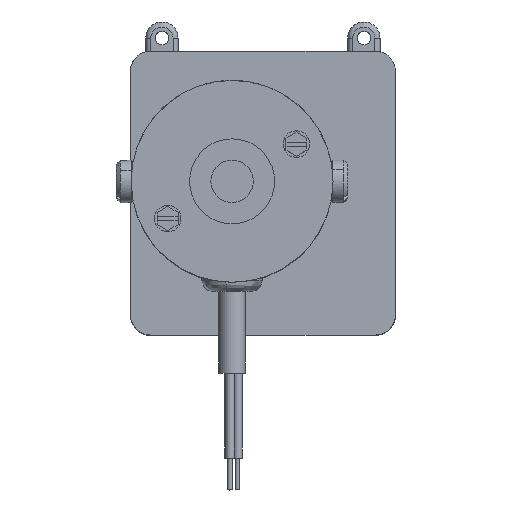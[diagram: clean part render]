
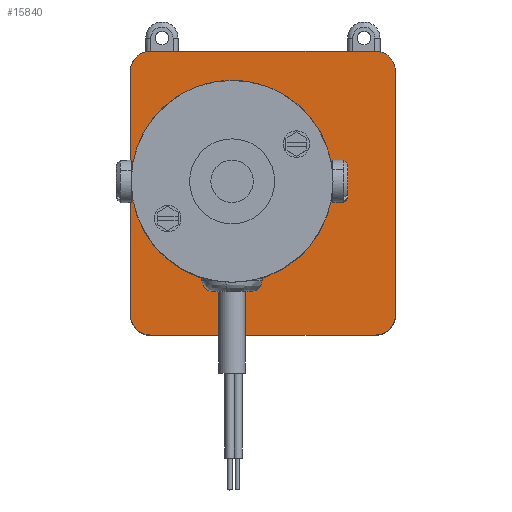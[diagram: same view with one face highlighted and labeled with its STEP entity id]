
A CAD part, top view. The second image highlights one B-rep face of the part: STEP entity #15840.
In plain terms, the highlighted planar face has unit normal (0, 0, 1).
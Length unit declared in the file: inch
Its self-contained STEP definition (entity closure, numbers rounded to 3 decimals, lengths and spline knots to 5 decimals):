
#192 = CARTESIAN_POINT ( 'NONE',  ( -1.197, 0., 0.9155 ) ) ;
#1217 = CARTESIAN_POINT ( 'NONE',  ( 0., 0., 0.9155 ) ) ;
#1792 = DIRECTION ( 'NONE',  ( 0., 0., -1. ) ) ;
#2877 = CARTESIAN_POINT ( 'NONE',  ( 1.923, 1.299, 0.9155 ) ) ;
#4160 = EDGE_CURVE ( 'NONE', #27787, #12271, #12053, .T. ) ;
#4267 = CARTESIAN_POINT ( 'NONE',  ( -0.957, 1.299, 0.9155 ) ) ;
#4292 = VERTEX_POINT ( 'NONE', #26982 ) ;
#4682 = DIRECTION ( 'NONE',  ( 0., 0., 1. ) ) ;
#4818 = CARTESIAN_POINT ( 'NONE',  ( -1.197, -1.561, 0.9155 ) ) ;
#5273 = DIRECTION ( 'NONE',  ( 0., 0., 1. ) ) ;
#5278 = CIRCLE ( 'NONE', #5933, 0.24 ) ;
#5378 = EDGE_CURVE ( 'NONE', #20770, #6040, #15191, .T. ) ;
#5461 = CARTESIAN_POINT ( 'NONE',  ( 0., 1.539, 0.9155 ) ) ;
#5933 = AXIS2_PLACEMENT_3D ( 'NONE', #4267, #38220, #31898 ) ;
#6040 = VERTEX_POINT ( 'NONE', #37201 ) ;
#6266 = EDGE_CURVE ( 'NONE', #12271, #27787, #17977, .T. ) ;
#7247 = EDGE_CURVE ( 'NONE', #13582, #20770, #27025, .T. ) ;
#7438 = ORIENTED_EDGE ( 'NONE', *, *, #33371, .T. ) ;
#8827 = EDGE_CURVE ( 'NONE', #27528, #22103, #28432, .T. ) ;
#9114 = EDGE_CURVE ( 'NONE', #22103, #34466, #30976, .T. ) ;
#9459 = VECTOR ( 'NONE', #27452, 39.37008 ) ;
#9578 = VECTOR ( 'NONE', #12585, 39.37008 ) ;
#10561 = FACE_BOUND ( 'NONE', #21367, .T. ) ;
#11132 = DIRECTION ( 'NONE',  ( -1., 0., 0. ) ) ;
#12053 = CIRCLE ( 'NONE', #34757, 1.1875 ) ;
#12271 = VERTEX_POINT ( 'NONE', #17190 ) ;
#12585 = DIRECTION ( 'NONE',  ( 0., -1., 0. ) ) ;
#12696 = ORIENTED_EDGE ( 'NONE', *, *, #6266, .T. ) ;
#13130 = CARTESIAN_POINT ( 'NONE',  ( 0., 0., 0.9155 ) ) ;
#13582 = VERTEX_POINT ( 'NONE', #2877 ) ;
#14408 = CARTESIAN_POINT ( 'NONE',  ( -0.957, -1.561, 0.9155 ) ) ;
#15068 = CARTESIAN_POINT ( 'NONE',  ( 0., -1.801, 0.9155 ) ) ;
#15191 = LINE ( 'NONE', #5461, #34814 ) ;
#15840 = ADVANCED_FACE ( 'NONE', ( #23584, #10561 ), #22984, .T. ) ;
#16624 = AXIS2_PLACEMENT_3D ( 'NONE', #20350, #4682, #35981 ) ;
#16789 = ORIENTED_EDGE ( 'NONE', *, *, #25866, .T. ) ;
#16905 = CARTESIAN_POINT ( 'NONE',  ( 1.683, 1.539, 0.9155 ) ) ;
#17079 = DIRECTION ( 'NONE',  ( -1., 0., 0. ) ) ;
#17159 = ORIENTED_EDGE ( 'NONE', *, *, #7247, .T. ) ;
#17190 = CARTESIAN_POINT ( 'NONE',  ( -1.1875, 0., 0.9155 ) ) ;
#17977 = CIRCLE ( 'NONE', #27712, 1.1875 ) ;
#18588 = EDGE_CURVE ( 'NONE', #34466, #4292, #33764, .T. ) ;
#18971 = ORIENTED_EDGE ( 'NONE', *, *, #8827, .T. ) ;
#20350 = CARTESIAN_POINT ( 'NONE',  ( 1.683, 1.299, 0.9155 ) ) ;
#20560 = ORIENTED_EDGE ( 'NONE', *, *, #9114, .T. ) ;
#20770 = VERTEX_POINT ( 'NONE', #16905 ) ;
#20793 = VECTOR ( 'NONE', #39586, 39.37008 ) ;
#21012 = ORIENTED_EDGE ( 'NONE', *, *, #33229, .T. ) ;
#21168 = ORIENTED_EDGE ( 'NONE', *, *, #5378, .T. ) ;
#21284 = LINE ( 'NONE', #26771, #20793 ) ;
#21308 = DIRECTION ( 'NONE',  ( -1., 0., 0. ) ) ;
#21367 = EDGE_LOOP ( 'NONE', ( #12696, #31927 ) ) ;
#21537 = CARTESIAN_POINT ( 'NONE',  ( -1.197, 1.299, 0.9155 ) ) ;
#21682 = AXIS2_PLACEMENT_3D ( 'NONE', #1217, #35358, #23189 ) ;
#21908 = DIRECTION ( 'NONE',  ( 0., 0., -1. ) ) ;
#22103 = VERTEX_POINT ( 'NONE', #4818 ) ;
#22984 = PLANE ( 'NONE',  #21682 ) ;
#23189 = DIRECTION ( 'NONE',  ( 1., 0., 0. ) ) ;
#23238 = AXIS2_PLACEMENT_3D ( 'NONE', #14408, #5273, #39420 ) ;
#23584 = FACE_OUTER_BOUND ( 'NONE', #31208, .T. ) ;
#25534 = DIRECTION ( 'NONE',  ( -1., 0., 0. ) ) ;
#25866 = EDGE_CURVE ( 'NONE', #34533, #13582, #21284, .T. ) ;
#26586 = CARTESIAN_POINT ( 'NONE',  ( 0., 0., 0.9155 ) ) ;
#26771 = CARTESIAN_POINT ( 'NONE',  ( 1.923, 0., 0.9155 ) ) ;
#26982 = CARTESIAN_POINT ( 'NONE',  ( 1.683, -1.801, 0.9155 ) ) ;
#27025 = CIRCLE ( 'NONE', #16624, 0.24 ) ;
#27235 = CARTESIAN_POINT ( 'NONE',  ( 1.1875, 0., 0.9155 ) ) ;
#27452 = DIRECTION ( 'NONE',  ( 1., 0., 0. ) ) ;
#27528 = VERTEX_POINT ( 'NONE', #21537 ) ;
#27712 = AXIS2_PLACEMENT_3D ( 'NONE', #13130, #21908, #25534 ) ;
#27787 = VERTEX_POINT ( 'NONE', #27235 ) ;
#28432 = LINE ( 'NONE', #192, #9578 ) ;
#28618 = CARTESIAN_POINT ( 'NONE',  ( -0.957, -1.801, 0.9155 ) ) ;
#30867 = ORIENTED_EDGE ( 'NONE', *, *, #18588, .T. ) ;
#30976 = CIRCLE ( 'NONE', #23238, 0.24 ) ;
#31208 = EDGE_LOOP ( 'NONE', ( #16789, #17159, #21168, #21012, #18971, #20560, #30867, #7438 ) ) ;
#31898 = DIRECTION ( 'NONE',  ( -1., 0., 0. ) ) ;
#31927 = ORIENTED_EDGE ( 'NONE', *, *, #4160, .T. ) ;
#32310 = CARTESIAN_POINT ( 'NONE',  ( 1.683, -1.561, 0.9155 ) ) ;
#33229 = EDGE_CURVE ( 'NONE', #6040, #27528, #5278, .T. ) ;
#33371 = EDGE_CURVE ( 'NONE', #4292, #34533, #34459, .T. ) ;
#33764 = LINE ( 'NONE', #15068, #9459 ) ;
#34459 = CIRCLE ( 'NONE', #36421, 0.24 ) ;
#34466 = VERTEX_POINT ( 'NONE', #28618 ) ;
#34533 = VERTEX_POINT ( 'NONE', #35127 ) ;
#34757 = AXIS2_PLACEMENT_3D ( 'NONE', #26586, #1792, #11132 ) ;
#34814 = VECTOR ( 'NONE', #21308, 39.37008 ) ;
#35127 = CARTESIAN_POINT ( 'NONE',  ( 1.923, -1.561, 0.9155 ) ) ;
#35358 = DIRECTION ( 'NONE',  ( 0., 0., 1. ) ) ;
#35981 = DIRECTION ( 'NONE',  ( -1., 0., 0. ) ) ;
#36421 = AXIS2_PLACEMENT_3D ( 'NONE', #32310, #39240, #17079 ) ;
#37201 = CARTESIAN_POINT ( 'NONE',  ( -0.957, 1.539, 0.9155 ) ) ;
#38220 = DIRECTION ( 'NONE',  ( 0., 0., 1. ) ) ;
#39240 = DIRECTION ( 'NONE',  ( 0., 0., 1. ) ) ;
#39420 = DIRECTION ( 'NONE',  ( -1., 0., 0. ) ) ;
#39586 = DIRECTION ( 'NONE',  ( 0., 1., 0. ) ) ;
